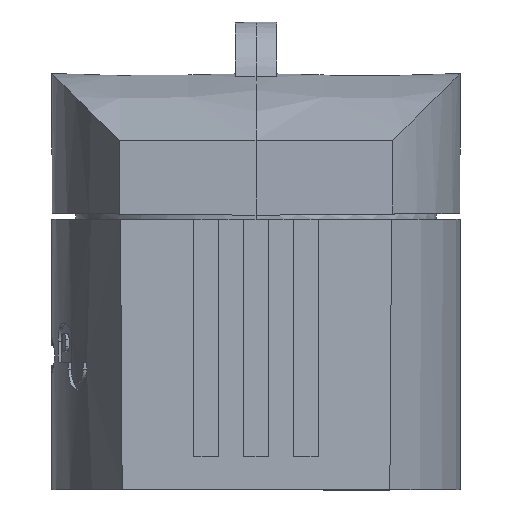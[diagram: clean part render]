
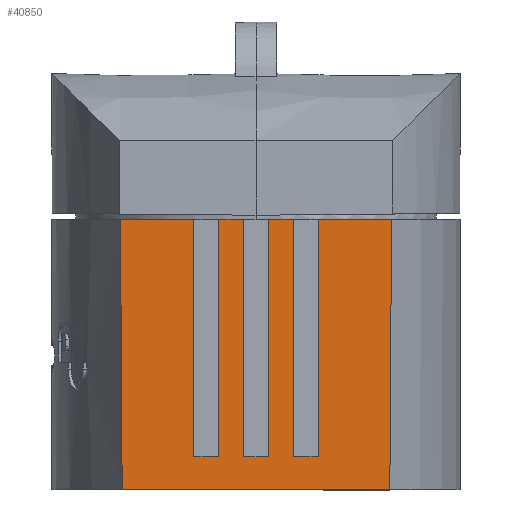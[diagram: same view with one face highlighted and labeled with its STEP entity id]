
A CAD part, front view. The second image highlights one B-rep face of the part: STEP entity #40850.
In plain terms, the highlighted face is planar.
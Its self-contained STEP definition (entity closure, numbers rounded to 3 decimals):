
#13190=CARTESIAN_POINT('',(21.068,-41.18,
-140.525));
#13200=VERTEX_POINT('',#13190);
#14320=CARTESIAN_POINT('',(21.068,-41.18,
-156.851));
#14330=VERTEX_POINT('',#14320);
#14360=CARTESIAN_POINT('',(21.068,-41.18,
-154.751));
#14370=DIRECTION('',(0.,0.,-1.));
#14380=VECTOR('',#14370,1.);
#14390=LINE('',#14360,#14380);
#14400=CARTESIAN_POINT('',(21.068,-41.18,
-152.438));
#14410=VERTEX_POINT('',#14400);
#14420=EDGE_CURVE('',#14410,#14330,#14390,.T.);
#14640=CARTESIAN_POINT('',(21.068,-41.18,
-150.938));
#14650=VERTEX_POINT('',#14640);
#14680=CARTESIAN_POINT('',(21.068,-41.18,
-154.751));
#14690=DIRECTION('',(0.,0.,-1.));
#14700=VECTOR('',#14690,1.);
#14710=LINE('',#14680,#14700);
#14720=CARTESIAN_POINT('',(21.068,-41.18,
-149.438));
#14730=VERTEX_POINT('',#14720);
#14740=EDGE_CURVE('',#14730,#14650,#14710,.T.);
#14960=CARTESIAN_POINT('',(21.068,-41.18,
-147.938));
#14970=VERTEX_POINT('',#14960);
#15000=CARTESIAN_POINT('',(21.068,-41.18,
-154.751));
#15010=DIRECTION('',(0.,0.,-1.));
#15020=VECTOR('',#15010,1.);
#15030=LINE('',#15000,#15020);
#15040=CARTESIAN_POINT('',(21.068,-41.18,
-146.438));
#15050=VERTEX_POINT('',#15040);
#15060=EDGE_CURVE('',#15050,#14970,#15030,.T.);
#15280=CARTESIAN_POINT('',(21.068,-41.18,
-144.938));
#15290=VERTEX_POINT('',#15280);
#15320=CARTESIAN_POINT('',(21.068,-41.18,
-154.751));
#15330=DIRECTION('',(0.,0.,-1.));
#15340=VECTOR('',#15330,1.);
#15350=LINE('',#15320,#15340);
#15360=EDGE_CURVE('',#13200,#15290,#15350,.T.);
#15480=CARTESIAN_POINT('',(5.068,-28.178,
-158.888));
#15490=DIRECTION('',(1.,0.,0.));
#15500=DIRECTION('',(0.,0.423,
-0.906));
#15510=AXIS2_PLACEMENT_3D('',#15480,#15490,#15500);
#15520=CYLINDRICAL_SURFACE('',#15510,22.5);
#20100=CARTESIAN_POINT('',(20.781,-41.183,
-156.334));
#20110=DIRECTION('',(0.009,-1.,
0.));
#20120=DIRECTION('',(0.,0.,1.));
#20130=AXIS2_PLACEMENT_3D('',#20100,#20110,#20120);
#20140=PLANE('',#20130);
#20150=CARTESIAN_POINT('',(4.768,-41.322,
-140.627));
#20160=CARTESIAN_POINT('',(6.126,-41.31,
-140.618));
#20170=CARTESIAN_POINT('',(7.485,-41.299,
-140.61));
#20180=CARTESIAN_POINT('',(8.843,-41.287,
-140.601));
#20190=CARTESIAN_POINT('',(10.201,-41.275,
-140.593));
#20200=CARTESIAN_POINT('',(11.56,-41.263,
-140.584));
#20210=CARTESIAN_POINT('',(12.918,-41.251,
-140.576));
#20220=CARTESIAN_POINT('',(14.276,-41.239,
-140.567));
#20230=CARTESIAN_POINT('',(15.635,-41.227,
-140.559));
#20240=CARTESIAN_POINT('',(16.993,-41.216,
-140.55));
#20250=CARTESIAN_POINT('',(18.351,-41.204,
-140.542));
#20260=CARTESIAN_POINT('',(19.71,-41.192,
-140.534));
#20270=CARTESIAN_POINT('',(21.068,-41.18,
-140.525));
#20280=B_SPLINE_CURVE_WITH_KNOTS('',3,(#20150,#20160,#20170,#20180,
#20190,#20200,#20210,#20220,#20230,#20240,#20250,#20260,#20270),
.UNSPECIFIED.,.F.,.F.,(4,3,3,3,4),(0.,4.075,8.15,
12.226,16.301),.UNSPECIFIED.);
#20290=SURFACE_CURVE('',#20280,(#15520,#20140),.CURVE_3D.);
#20300=CARTESIAN_POINT('',(4.768,-41.322,
-140.627));
#20310=VERTEX_POINT('',#20300);
#20320=EDGE_CURVE('',#20310,#13200,#20290,.T.);
#39790=ORIENTED_EDGE('',*,*,#15360,.F.);
#39800=CARTESIAN_POINT('',(4.568,-41.324,
-144.938));
#39810=DIRECTION('',(-1.,-0.009,
0.));
#39820=VECTOR('',#39810,1.);
#39830=LINE('',#39800,#39820);
#39840=CARTESIAN_POINT('',(6.768,-41.305,
-144.938));
#39850=VERTEX_POINT('',#39840);
#39860=EDGE_CURVE('',#15290,#39850,#39830,.T.);
#39870=ORIENTED_EDGE('',*,*,#39860,.F.);
#39880=CARTESIAN_POINT('',(6.768,-41.305,
-154.809));
#39890=DIRECTION('',(0.,0.,1.));
#39900=VECTOR('',#39890,1.);
#39910=LINE('',#39880,#39900);
#39920=CARTESIAN_POINT('',(6.768,-41.305,
-146.438));
#39930=VERTEX_POINT('',#39920);
#39940=EDGE_CURVE('',#39930,#39850,#39910,.T.);
#39950=ORIENTED_EDGE('',*,*,#39940,.T.);
#39960=CARTESIAN_POINT('',(4.568,-41.324,
-146.438));
#39970=DIRECTION('',(1.,0.009,
0.));
#39980=VECTOR('',#39970,1.);
#39990=LINE('',#39960,#39980);
#40000=EDGE_CURVE('',#39930,#15050,#39990,.T.);
#40010=ORIENTED_EDGE('',*,*,#40000,.F.);
#40020=ORIENTED_EDGE('',*,*,#15060,.F.);
#40030=CARTESIAN_POINT('',(4.568,-41.324,
-147.938));
#40040=DIRECTION('',(-1.,-0.009,
0.));
#40050=VECTOR('',#40040,1.);
#40060=LINE('',#40030,#40050);
#40070=CARTESIAN_POINT('',(6.768,-41.305,
-147.938));
#40080=VERTEX_POINT('',#40070);
#40090=EDGE_CURVE('',#14970,#40080,#40060,.T.);
#40100=ORIENTED_EDGE('',*,*,#40090,.F.);
#40110=CARTESIAN_POINT('',(6.768,-41.305,
-154.809));
#40120=DIRECTION('',(0.,0.,-1.));
#40130=VECTOR('',#40120,1.);
#40140=LINE('',#40110,#40130);
#40150=CARTESIAN_POINT('',(6.768,-41.305,
-149.438));
#40160=VERTEX_POINT('',#40150);
#40170=EDGE_CURVE('',#40080,#40160,#40140,.T.);
#40180=ORIENTED_EDGE('',*,*,#40170,.F.);
#40190=CARTESIAN_POINT('',(4.568,-41.324,
-149.438));
#40200=DIRECTION('',(1.,0.009,
0.));
#40210=VECTOR('',#40200,1.);
#40220=LINE('',#40190,#40210);
#40230=EDGE_CURVE('',#40160,#14730,#40220,.T.);
#40240=ORIENTED_EDGE('',*,*,#40230,.F.);
#40250=ORIENTED_EDGE('',*,*,#14740,.F.);
#40260=CARTESIAN_POINT('',(4.568,-41.324,
-150.938));
#40270=DIRECTION('',(-1.,-0.009,
0.));
#40280=VECTOR('',#40270,1.);
#40290=LINE('',#40260,#40280);
#40300=CARTESIAN_POINT('',(6.768,-41.305,
-150.938));
#40310=VERTEX_POINT('',#40300);
#40320=EDGE_CURVE('',#14650,#40310,#40290,.T.);
#40330=ORIENTED_EDGE('',*,*,#40320,.F.);
#40340=CARTESIAN_POINT('',(6.768,-41.305,
-154.809));
#40350=DIRECTION('',(0.,0.,-1.));
#40360=VECTOR('',#40350,1.);
#40370=LINE('',#40340,#40360);
#40380=CARTESIAN_POINT('',(6.768,-41.305,
-152.438));
#40390=VERTEX_POINT('',#40380);
#40400=EDGE_CURVE('',#40310,#40390,#40370,.T.);
#40410=ORIENTED_EDGE('',*,*,#40400,.F.);
#40420=CARTESIAN_POINT('',(4.568,-41.324,
-152.438));
#40430=DIRECTION('',(1.,0.009,
0.));
#40440=VECTOR('',#40430,1.);
#40450=LINE('',#40420,#40440);
#40460=EDGE_CURVE('',#40390,#14410,#40450,.T.);
#40470=ORIENTED_EDGE('',*,*,#40460,.F.);
#40480=ORIENTED_EDGE('',*,*,#14420,.F.);
#40490=CARTESIAN_POINT('',(5.068,-28.178,
-138.488));
#40500=DIRECTION('',(1.,0.,0.));
#40510=DIRECTION('',(0.,0.423,
-0.906));
#40520=AXIS2_PLACEMENT_3D('',#40490,#40500,#40510);
#40530=CYLINDRICAL_SURFACE('',#40520,22.5);
#40540=CARTESIAN_POINT('',(4.768,-41.322,
-156.749));
#40550=CARTESIAN_POINT('',(6.126,-41.31,
-156.758));
#40560=CARTESIAN_POINT('',(7.485,-41.299,
-156.766));
#40570=CARTESIAN_POINT('',(8.843,-41.287,
-156.775));
#40580=CARTESIAN_POINT('',(10.201,-41.275,
-156.783));
#40590=CARTESIAN_POINT('',(11.56,-41.263,
-156.792));
#40600=CARTESIAN_POINT('',(12.918,-41.251,
-156.8));
#40610=CARTESIAN_POINT('',(14.276,-41.239,
-156.809));
#40620=CARTESIAN_POINT('',(15.635,-41.227,
-156.817));
#40630=CARTESIAN_POINT('',(16.993,-41.216,
-156.826));
#40640=CARTESIAN_POINT('',(17.672,-41.21,
-156.83));
#40650=CARTESIAN_POINT('',(18.351,-41.204,
-156.834));
#40660=CARTESIAN_POINT('',(19.031,-41.198,
-156.838));
#40670=CARTESIAN_POINT('',(19.71,-41.192,
-156.843));
#40680=CARTESIAN_POINT('',(20.389,-41.186,
-156.847));
#40690=CARTESIAN_POINT('',(21.068,-41.18,
-156.851));
#40700=B_SPLINE_CURVE_WITH_KNOTS('',3,(#40540,#40550,#40560,#40570,
#40580,#40590,#40600,#40610,#40620,#40630,#40640,#40650,#40660,#40670,
#40680,#40690),.UNSPECIFIED.,.F.,.F.,(4,3,3,3,3,4),(0.,4.075,
8.15,12.226,14.263,16.301),
.UNSPECIFIED.);
#40710=SURFACE_CURVE('',#40700,(#20140,#40530),.CURVE_3D.);
#40720=CARTESIAN_POINT('',(4.768,-41.322,
-156.749));
#40730=VERTEX_POINT('',#40720);
#40740=EDGE_CURVE('',#40730,#14330,#40710,.T.);
#40750=ORIENTED_EDGE('',*,*,#40740,.T.);
#40760=CARTESIAN_POINT('',(4.768,-41.322,
-154.817));
#40770=DIRECTION('',(0.,0.,1.));
#40780=VECTOR('',#40770,1.);
#40790=LINE('',#40760,#40780);
#40800=EDGE_CURVE('',#40730,#20310,#40790,.T.);
#40810=ORIENTED_EDGE('',*,*,#40800,.F.);
#40820=ORIENTED_EDGE('',*,*,#20320,.F.);
#40830=EDGE_LOOP('',(#40820,#40810,#40750,#40480,#40470,#40410,#40330,
#40250,#40240,#40180,#40100,#40020,#40010,#39950,#39870,#39790));
#40840=FACE_OUTER_BOUND('',#40830,.T.);
#40850=ADVANCED_FACE('',(#40840),#20140,.T.);
